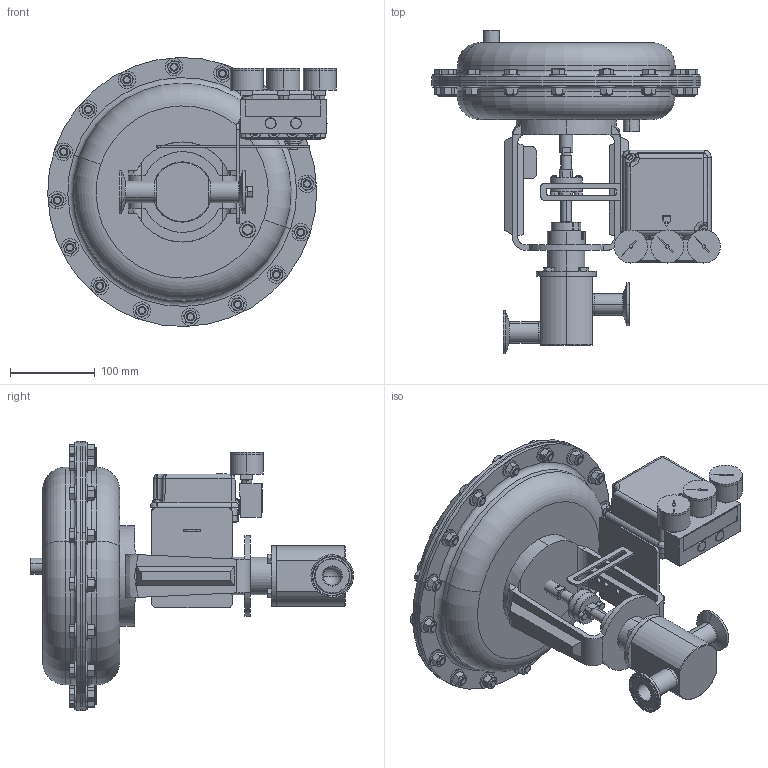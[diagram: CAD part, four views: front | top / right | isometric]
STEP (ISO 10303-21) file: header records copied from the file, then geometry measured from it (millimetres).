
FILE_DESCRIPTION (( 'STEP AP203' ), '1' );
FILE_NAME ('978ENSP-100-JD-55M-16PP.STEP', '2017-06-12T20:11:08', ( '' ), ( '' ), 'SwSTEP 2.0', 'SolidWorks 2014', '' );
FILE_SCHEMA (( 'CONFIG_CONTROL_DESIGN' ));
Products named in the file (2): 978ENSP-100-JD-55M-16PP
Bounding box: 340.5 x 381.33 x 317.42 mm (x, y, z)
Volume: 6039483.3 mm3; surface area: 1010879.7 mm2
Topology: 139 solids, 139 shells, 3046 faces, 7058 edges, 4329 vertices
Faces by surface type: plane 1096, cone 850, cylinder 749, bspline 301, torus 48, sphere 2
Entity records: 105662 total; most frequent: CARTESIAN_POINT 39313, ORIENTED_EDGE 14012, DIRECTION 13355, EDGE_CURVE 7006, AXIS2_PLACEMENT_3D 5324, VERTEX_POINT 4328, EDGE_LOOP 3236, FACE_OUTER_BOUND 3046
